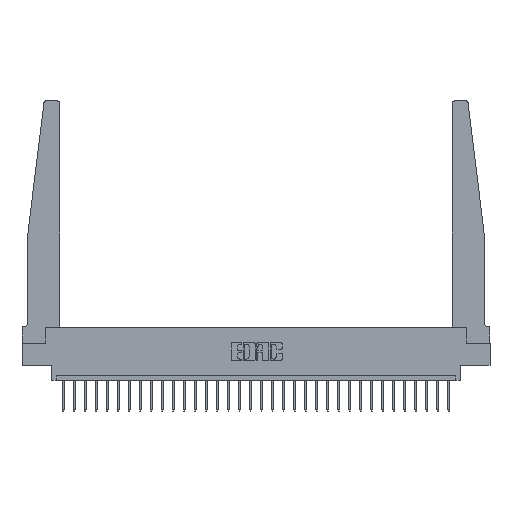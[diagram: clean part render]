
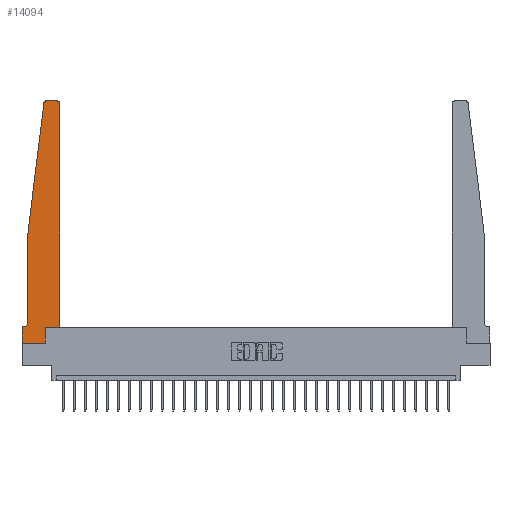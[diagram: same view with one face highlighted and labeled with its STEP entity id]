
A CAD part, top view. The second image highlights one B-rep face of the part: STEP entity #14094.
In plain terms, the highlighted planar face has unit normal (0, 0, 1).
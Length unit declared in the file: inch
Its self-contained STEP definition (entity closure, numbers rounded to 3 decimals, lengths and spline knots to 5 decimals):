
#266 = EDGE_CURVE ( 'NONE', #4067, #22249, #27608, .T. ) ;
#554 = EDGE_CURVE ( 'NONE', #9150, #2032, #7884, .T. ) ;
#1144 = CARTESIAN_POINT ( 'NONE',  ( 0., 0., 0.37 ) ) ;
#1649 = CARTESIAN_POINT ( 'NONE',  ( 0.015, 0.2375, 0.37 ) ) ;
#2032 = VERTEX_POINT ( 'NONE', #15717 ) ;
#2085 = DIRECTION ( 'NONE',  ( -1., 0., 0. ) ) ;
#2472 = EDGE_CURVE ( 'NONE', #18074, #9150, #3393, .T. ) ;
#3171 = CARTESIAN_POINT ( 'NONE',  ( 0.425, 0.18, 0.37 ) ) ;
#3323 = LINE ( 'NONE', #1144, #18164 ) ;
#3393 = LINE ( 'NONE', #20787, #9038 ) ;
#3501 = EDGE_CURVE ( 'NONE', #22847, #4067, #3323, .T. ) ;
#3943 = VECTOR ( 'NONE', #5900, 39.37008 ) ;
#3993 = LINE ( 'NONE', #27668, #5490 ) ;
#4067 = VERTEX_POINT ( 'NONE', #25031 ) ;
#4072 = DIRECTION ( 'NONE',  ( 0., 0., 1. ) ) ;
#4324 = ORIENTED_EDGE ( 'NONE', *, *, #6171, .T. ) ;
#4930 = DIRECTION ( 'NONE',  ( 0., 0., 1. ) ) ;
#5023 = VECTOR ( 'NONE', #20916, 39.37008 ) ;
#5146 = CARTESIAN_POINT ( 'NONE',  ( 0.065, 0.1875, 0.37 ) ) ;
#5490 = VECTOR ( 'NONE', #16661, 39.37008 ) ;
#5685 = CARTESIAN_POINT ( 'NONE',  ( 0., 0., 0.37 ) ) ;
#5900 = DIRECTION ( 'NONE',  ( 0., -1., 0. ) ) ;
#6171 = EDGE_CURVE ( 'NONE', #21694, #13850, #3993, .T. ) ;
#6307 = ORIENTED_EDGE ( 'NONE', *, *, #12984, .T. ) ;
#6374 = AXIS2_PLACEMENT_3D ( 'NONE', #23843, #4072, #12818 ) ;
#6398 = CARTESIAN_POINT ( 'NONE',  ( 0.065, 1.25, 0.37 ) ) ;
#6666 = LINE ( 'NONE', #21968, #10742 ) ;
#7654 = CARTESIAN_POINT ( 'NONE',  ( 0.27653, 2.72, 0.37 ) ) ;
#7884 = LINE ( 'NONE', #16804, #3943 ) ;
#7885 = EDGE_CURVE ( 'NONE', #11312, #21694, #12309, .T. ) ;
#8190 = ORIENTED_EDGE ( 'NONE', *, *, #20419, .T. ) ;
#9008 = ORIENTED_EDGE ( 'NONE', *, *, #25049, .T. ) ;
#9038 = VECTOR ( 'NONE', #12435, 39.37008 ) ;
#9150 = VERTEX_POINT ( 'NONE', #6398 ) ;
#9179 = CARTESIAN_POINT ( 'NONE',  ( 0.425, 2.72, 0.37 ) ) ;
#9540 = CARTESIAN_POINT ( 'NONE',  ( 0.2605, 0.18, 0.37 ) ) ;
#9588 = ORIENTED_EDGE ( 'NONE', *, *, #3501, .T. ) ;
#9895 = DIRECTION ( 'NONE',  ( 0., -1., 0. ) ) ;
#10724 = CARTESIAN_POINT ( 'NONE',  ( 0.24675, 2.72367, 0.37 ) ) ;
#10742 = VECTOR ( 'NONE', #17599, 39.37008 ) ;
#10948 = AXIS2_PLACEMENT_3D ( 'NONE', #7654, #16441, #25280 ) ;
#11312 = VERTEX_POINT ( 'NONE', #9179 ) ;
#11591 = CARTESIAN_POINT ( 'NONE',  ( 0.015, 0.1875, 0.37 ) ) ;
#11763 = DIRECTION ( 'NONE',  ( 1., 0., 0. ) ) ;
#12309 = CIRCLE ( 'NONE', #6374, 0.03 ) ;
#12435 = DIRECTION ( 'NONE',  ( -0.122, -0.992, 0. ) ) ;
#12818 = DIRECTION ( 'NONE',  ( 1., 0., 0. ) ) ;
#12984 = EDGE_CURVE ( 'NONE', #13850, #18074, #23442, .T. ) ;
#13660 = DIRECTION ( 'NONE',  ( 1., 0., 0. ) ) ;
#13850 = VERTEX_POINT ( 'NONE', #19577 ) ;
#13870 = LINE ( 'NONE', #5146, #5023 ) ;
#14094 = ADVANCED_FACE ( 'NONE', ( #15849 ), #18141, .T. ) ;
#14685 = EDGE_CURVE ( 'NONE', #22249, #20738, #17495, .T. ) ;
#14873 = ORIENTED_EDGE ( 'NONE', *, *, #14685, .T. ) ;
#14893 = DIRECTION ( 'NONE',  ( 0., 0., -1. ) ) ;
#15717 = CARTESIAN_POINT ( 'NONE',  ( 0.065, 0.2375, 0.37 ) ) ;
#15849 = FACE_OUTER_BOUND ( 'NONE', #18303, .T. ) ;
#16441 = DIRECTION ( 'NONE',  ( 0., 0., 1. ) ) ;
#16661 = DIRECTION ( 'NONE',  ( -1., 0., 0. ) ) ;
#16804 = CARTESIAN_POINT ( 'NONE',  ( 0.065, 1.25, 0.37 ) ) ;
#16907 = VECTOR ( 'NONE', #11763, 39.37008 ) ;
#17078 = VECTOR ( 'NONE', #25012, 39.37008 ) ;
#17495 = LINE ( 'NONE', #9540, #17078 ) ;
#17599 = DIRECTION ( 'NONE',  ( 0., 1., 0. ) ) ;
#17940 = VERTEX_POINT ( 'NONE', #11591 ) ;
#18074 = VERTEX_POINT ( 'NONE', #10724 ) ;
#18141 = PLANE ( 'NONE',  #27558 ) ;
#18164 = VECTOR ( 'NONE', #9895, 39.37008 ) ;
#18303 = EDGE_LOOP ( 'NONE', ( #4324, #6307, #22071, #23021, #9008, #8190, #9588, #19017, #14873, #27656, #19033, #27221 ) ) ;
#18996 = EDGE_CURVE ( 'NONE', #20738, #27768, #25075, .T. ) ;
#19017 = ORIENTED_EDGE ( 'NONE', *, *, #266, .T. ) ;
#19033 = ORIENTED_EDGE ( 'NONE', *, *, #28342, .T. ) ;
#19577 = CARTESIAN_POINT ( 'NONE',  ( 0.27653, 2.75, 0.37 ) ) ;
#20419 = EDGE_CURVE ( 'NONE', #17940, #22847, #13870, .T. ) ;
#20738 = VERTEX_POINT ( 'NONE', #22804 ) ;
#20787 = CARTESIAN_POINT ( 'NONE',  ( 0.065, 1.25, 0.37 ) ) ;
#20916 = DIRECTION ( 'NONE',  ( -1., 0., 0. ) ) ;
#21694 = VERTEX_POINT ( 'NONE', #25471 ) ;
#21775 = CARTESIAN_POINT ( 'NONE',  ( 0.2605, 0., 0.37 ) ) ;
#21968 = CARTESIAN_POINT ( 'NONE',  ( 0.425, 0.18, 0.37 ) ) ;
#21969 = CARTESIAN_POINT ( 'NONE',  ( 0., 0.1875, 0.37 ) ) ;
#22071 = ORIENTED_EDGE ( 'NONE', *, *, #2472, .T. ) ;
#22249 = VERTEX_POINT ( 'NONE', #21775 ) ;
#22651 = AXIS2_PLACEMENT_3D ( 'NONE', #1649, #14893, #2085 ) ;
#22804 = CARTESIAN_POINT ( 'NONE',  ( 0.2605, 0.18, 0.37 ) ) ;
#22847 = VERTEX_POINT ( 'NONE', #21969 ) ;
#23021 = ORIENTED_EDGE ( 'NONE', *, *, #554, .T. ) ;
#23127 = CIRCLE ( 'NONE', #22651, 0.05 ) ;
#23275 = DIRECTION ( 'NONE',  ( 1., 0., 0. ) ) ;
#23442 = CIRCLE ( 'NONE', #10948, 0.03 ) ;
#23843 = CARTESIAN_POINT ( 'NONE',  ( 0.395, 2.72, 0.37 ) ) ;
#24262 = CARTESIAN_POINT ( 'NONE',  ( 0.425, 0.18, 0.37 ) ) ;
#24657 = CARTESIAN_POINT ( 'NONE',  ( 0., 0.1875, 0.37 ) ) ;
#25012 = DIRECTION ( 'NONE',  ( 0., 1., 0. ) ) ;
#25031 = CARTESIAN_POINT ( 'NONE',  ( 0., 0., 0.37 ) ) ;
#25049 = EDGE_CURVE ( 'NONE', #2032, #17940, #23127, .T. ) ;
#25075 = LINE ( 'NONE', #3171, #16907 ) ;
#25280 = DIRECTION ( 'NONE',  ( 1., 0., 0. ) ) ;
#25471 = CARTESIAN_POINT ( 'NONE',  ( 0.395, 2.75, 0.37 ) ) ;
#27221 = ORIENTED_EDGE ( 'NONE', *, *, #7885, .T. ) ;
#27241 = VECTOR ( 'NONE', #23275, 39.37008 ) ;
#27558 = AXIS2_PLACEMENT_3D ( 'NONE', #24657, #4930, #13660 ) ;
#27608 = LINE ( 'NONE', #5685, #27241 ) ;
#27656 = ORIENTED_EDGE ( 'NONE', *, *, #18996, .T. ) ;
#27668 = CARTESIAN_POINT ( 'NONE',  ( 0.25, 2.75, 0.37 ) ) ;
#27768 = VERTEX_POINT ( 'NONE', #24262 ) ;
#28342 = EDGE_CURVE ( 'NONE', #27768, #11312, #6666, .T. ) ;
